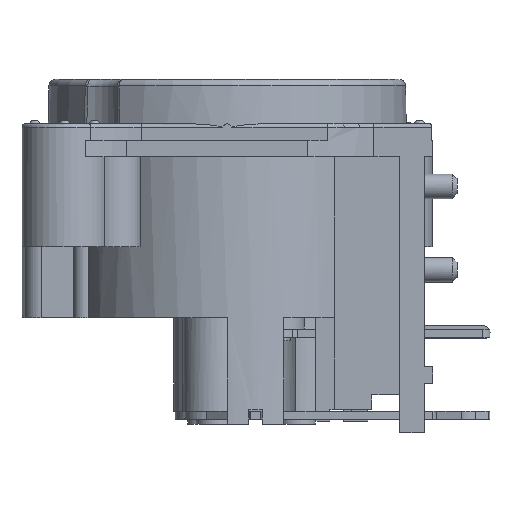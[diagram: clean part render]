
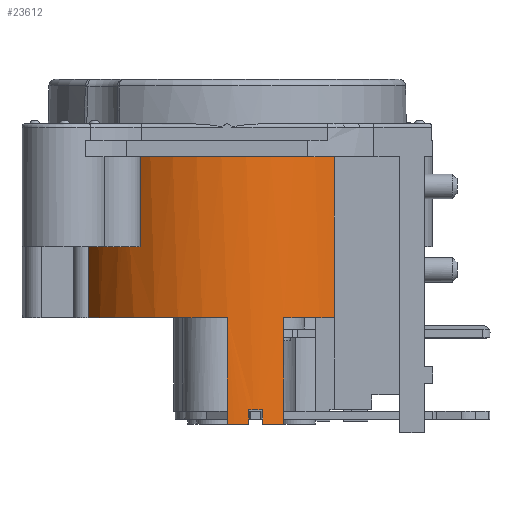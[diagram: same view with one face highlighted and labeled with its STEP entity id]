
A CAD part, left-side view. The second image highlights one B-rep face of the part: STEP entity #23612.
In plain terms, the highlighted cylindrical face has radius 9.2 mm (diameter 18.4 mm), a partial arc.
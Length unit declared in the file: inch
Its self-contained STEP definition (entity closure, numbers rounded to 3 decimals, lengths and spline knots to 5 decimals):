
#2288=LINE('',#38700,#4737);
#2298=LINE('',#38730,#4747);
#2593=LINE('',#39381,#5042);
#2594=LINE('',#39389,#5043);
#2598=LINE('',#39398,#5047);
#2608=LINE('',#39421,#5057);
#2611=LINE('',#39429,#5060);
#2613=LINE('',#39437,#5062);
#4737=VECTOR('',#30860,0.21654);
#4747=VECTOR('',#30892,0.38583);
#5042=VECTOR('',#31481,0.3937);
#5043=VECTOR('',#31492,0.38583);
#5047=VECTOR('',#31498,0.03543);
#5057=VECTOR('',#31516,0.25591);
#5060=VECTOR('',#31525,0.03543);
#5062=VECTOR('',#31537,0.25591);
#5340=CYLINDRICAL_SURFACE('',#25480,0.3622);
#6540=FACE_OUTER_BOUND('',#7765,.T.);
#7765=EDGE_LOOP('',(#19603,#19604,#19605,#19606,#19607,#19608,#19609,#19610,
#19611,#19612,#19613,#19614,#19615,#19616,#19617,#19618));
#8502=CIRCLE('',#25305,0.3622);
#8508=CIRCLE('',#25316,0.3622);
#8546=CIRCLE('',#25467,0.3622);
#8548=CIRCLE('',#25472,0.3622);
#8549=CIRCLE('',#25476,0.3622);
#8550=CIRCLE('',#25479,0.3622);
#8551=CIRCLE('',#25481,0.3622);
#8552=CIRCLE('',#25482,0.3622);
#10411=VERTEX_POINT('',#38692);
#10412=VERTEX_POINT('',#38694);
#10413=VERTEX_POINT('',#38698);
#10420=VERTEX_POINT('',#38722);
#10422=VERTEX_POINT('',#38729);
#10623=VERTEX_POINT('',#39379);
#10624=VERTEX_POINT('',#39383);
#10625=VERTEX_POINT('',#39387);
#10627=VERTEX_POINT('',#39392);
#10629=VERTEX_POINT('',#39396);
#10631=VERTEX_POINT('',#39402);
#10637=VERTEX_POINT('',#39418);
#10638=VERTEX_POINT('',#39420);
#10639=VERTEX_POINT('',#39424);
#10640=VERTEX_POINT('',#39428);
#10641=VERTEX_POINT('',#39435);
#13463=EDGE_CURVE('',#10411,#10412,#8502,.T.);
#13466=EDGE_CURVE('',#10413,#10412,#2288,.T.);
#13478=EDGE_CURVE('',#10413,#10420,#8508,.T.);
#13482=EDGE_CURVE('',#10422,#10420,#2298,.T.);
#13815=EDGE_CURVE('',#10411,#10623,#2593,.T.);
#13817=EDGE_CURVE('',#10624,#10623,#8546,.T.);
#13819=EDGE_CURVE('',#10624,#10625,#2594,.T.);
#13823=EDGE_CURVE('',#10627,#10629,#2598,.T.);
#13825=EDGE_CURVE('',#10627,#10631,#8548,.T.);
#13834=EDGE_CURVE('',#10638,#10637,#2608,.T.);
#13836=EDGE_CURVE('',#10638,#10639,#8549,.T.);
#13838=EDGE_CURVE('',#10640,#10639,#2611,.T.);
#13840=EDGE_CURVE('',#10640,#10629,#8550,.T.);
#13841=EDGE_CURVE('',#10422,#10637,#8551,.T.);
#13842=EDGE_CURVE('',#10641,#10625,#8552,.T.);
#13843=EDGE_CURVE('',#10641,#10631,#2613,.T.);
#19603=ORIENTED_EDGE('',*,*,#13840,.F.);
#19604=ORIENTED_EDGE('',*,*,#13838,.T.);
#19605=ORIENTED_EDGE('',*,*,#13836,.F.);
#19606=ORIENTED_EDGE('',*,*,#13834,.T.);
#19607=ORIENTED_EDGE('',*,*,#13841,.F.);
#19608=ORIENTED_EDGE('',*,*,#13482,.T.);
#19609=ORIENTED_EDGE('',*,*,#13478,.F.);
#19610=ORIENTED_EDGE('',*,*,#13466,.T.);
#19611=ORIENTED_EDGE('',*,*,#13463,.F.);
#19612=ORIENTED_EDGE('',*,*,#13815,.T.);
#19613=ORIENTED_EDGE('',*,*,#13817,.F.);
#19614=ORIENTED_EDGE('',*,*,#13819,.T.);
#19615=ORIENTED_EDGE('',*,*,#13842,.F.);
#19616=ORIENTED_EDGE('',*,*,#13843,.T.);
#19617=ORIENTED_EDGE('',*,*,#13825,.F.);
#19618=ORIENTED_EDGE('',*,*,#13823,.T.);
#23612=ADVANCED_FACE('',(#6540),#5340,.T.);
#25305=AXIS2_PLACEMENT_3D('',#38695,#30854,#30855);
#25316=AXIS2_PLACEMENT_3D('',#38723,#30885,#30886);
#25467=AXIS2_PLACEMENT_3D('',#39385,#31486,#31487);
#25472=AXIS2_PLACEMENT_3D('',#39403,#31502,#31503);
#25476=AXIS2_PLACEMENT_3D('',#39425,#31520,#31521);
#25479=AXIS2_PLACEMENT_3D('',#39432,#31529,#31530);
#25480=AXIS2_PLACEMENT_3D('',#39433,#31531,#31532);
#25481=AXIS2_PLACEMENT_3D('',#39434,#31533,#31534);
#25482=AXIS2_PLACEMENT_3D('',#39436,#31535,#31536);
#30854=DIRECTION('center_axis',(0.,0.,1.));
#30855=DIRECTION('ref_axis',(-0.691,0.723,0.));
#30860=DIRECTION('',(0.,0.,-1.));
#30885=DIRECTION('center_axis',(0.,0.,1.));
#30886=DIRECTION('ref_axis',(-0.766,0.643,0.));
#30892=DIRECTION('',(0.,0.,1.));
#31481=DIRECTION('',(0.,0.,1.));
#31486=DIRECTION('center_axis',(0.,0.,1.));
#31487=DIRECTION('ref_axis',(-0.392,0.92,0.));
#31492=DIRECTION('',(0.,0.,-1.));
#31498=DIRECTION('',(0.,0.,1.));
#31502=DIRECTION('center_axis',(0.,0.,-1.));
#31503=DIRECTION('ref_axis',(-0.99,-0.141,0.));
#31516=DIRECTION('',(0.,0.,1.));
#31520=DIRECTION('center_axis',(0.,0.,-1.));
#31521=DIRECTION('ref_axis',(-0.927,-0.375,0.));
#31525=DIRECTION('',(0.,0.,-1.));
#31529=DIRECTION('center_axis',(0.,0.,-1.));
#31530=DIRECTION('ref_axis',(-0.972,-0.234,0.));
#31531=DIRECTION('center_axis',(0.,0.,1.));
#31532=DIRECTION('ref_axis',(-0.982,0.19,0.));
#31533=DIRECTION('center_axis',(0.,0.,-1.));
#31534=DIRECTION('ref_axis',(-0.707,-0.708,0.));
#31535=DIRECTION('center_axis',(0.,0.,-1.));
#31536=DIRECTION('ref_axis',(-1.,0.,0.));
#31537=DIRECTION('',(0.,0.,-1.));
#38692=CARTESIAN_POINT('',(-0.37428,0.23499,-0.29528));
#38694=CARTESIAN_POINT('',(-0.40122,0.20626,-0.29528));
#38695=CARTESIAN_POINT('Origin',(-0.12393,-0.02677,
-0.29528));
#38698=CARTESIAN_POINT('',(-0.40122,0.20626,-0.07874));
#38700=CARTESIAN_POINT('',(-0.40122,0.20626,-0.07874));
#38722=CARTESIAN_POINT('',(-0.37984,-0.2831,-0.07874));
#38723=CARTESIAN_POINT('Origin',(-0.12393,-0.02677,
-0.07874));
#38729=CARTESIAN_POINT('',(-0.37984,-0.2831,-0.46457));
#38730=CARTESIAN_POINT('',(-0.37984,-0.2831,-0.46457));
#39379=CARTESIAN_POINT('',(-0.37428,0.23499,-0.07874));
#39381=CARTESIAN_POINT('',(-0.37428,0.23499,-0.46457));
#39383=CARTESIAN_POINT('',(-0.26593,0.30644,-0.07874));
#39385=CARTESIAN_POINT('Origin',(-0.12393,-0.02677,
-0.07874));
#39387=CARTESIAN_POINT('',(-0.26593,0.30644,-0.46457));
#39389=CARTESIAN_POINT('',(-0.26593,0.30644,-0.07874));
#39392=CARTESIAN_POINT('',(-0.4825,-0.07795,-0.72047));
#39396=CARTESIAN_POINT('',(-0.4825,-0.07795,-0.68504));
#39398=CARTESIAN_POINT('',(-0.4825,-0.07795,-0.72047));
#39402=CARTESIAN_POINT('',(-0.48614,-0.02677,-0.72047));
#39403=CARTESIAN_POINT('Origin',(-0.12393,-0.02677,
-0.72047));
#39418=CARTESIAN_POINT('',(-0.45971,-0.1626,-0.46457));
#39420=CARTESIAN_POINT('',(-0.45971,-0.1626,-0.72047));
#39421=CARTESIAN_POINT('',(-0.45971,-0.1626,-0.72047));
#39424=CARTESIAN_POINT('',(-0.47611,-0.11142,-0.72047));
#39425=CARTESIAN_POINT('Origin',(-0.12393,-0.02677,
-0.72047));
#39428=CARTESIAN_POINT('',(-0.47611,-0.11142,-0.68504));
#39429=CARTESIAN_POINT('',(-0.47611,-0.11142,-0.68504));
#39432=CARTESIAN_POINT('Origin',(-0.12393,-0.02677,
-0.68504));
#39433=CARTESIAN_POINT('Origin',(-0.12393,-0.02677,
-0.46457));
#39434=CARTESIAN_POINT('Origin',(-0.12393,-0.02677,
-0.46457));
#39435=CARTESIAN_POINT('',(-0.48614,-0.02677,-0.46457));
#39436=CARTESIAN_POINT('Origin',(-0.12393,-0.02677,
-0.46457));
#39437=CARTESIAN_POINT('',(-0.48614,-0.02677,-0.46457));
